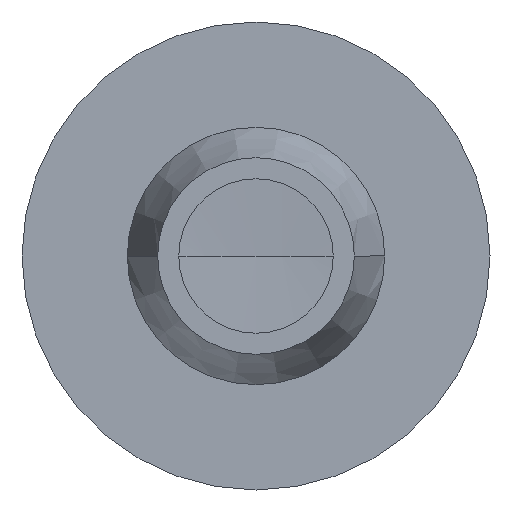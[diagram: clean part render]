
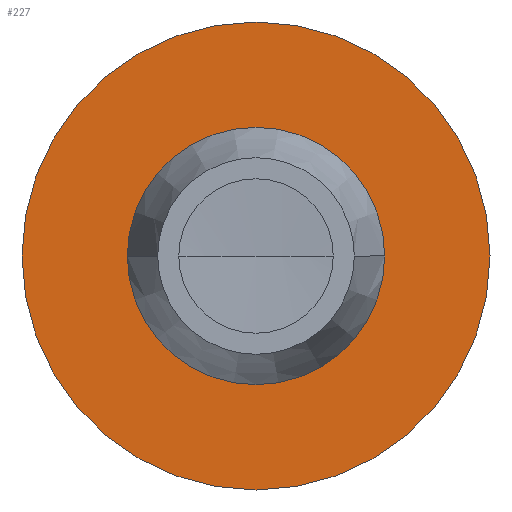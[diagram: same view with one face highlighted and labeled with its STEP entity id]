
A CAD part, front view. The second image highlights one B-rep face of the part: STEP entity #227.
In plain terms, the highlighted planar face has unit normal (0, -1, 0).
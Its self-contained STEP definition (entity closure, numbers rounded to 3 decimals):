
#9 = DIRECTION ( 'NONE',  ( 0., 1., 0. ) ) ;
#18 = EDGE_CURVE ( 'NONE', #160, #88, #105, .T. ) ;
#40 = DIRECTION ( 'NONE',  ( -1., 0., 0. ) ) ;
#45 = AXIS2_PLACEMENT_3D ( 'NONE', #238, #323, #356 ) ;
#48 = CARTESIAN_POINT ( 'NONE',  ( 5., 9., 0. ) ) ;
#54 = CARTESIAN_POINT ( 'NONE',  ( -5., 9., 0. ) ) ;
#88 = VERTEX_POINT ( 'NONE', #48 ) ;
#91 = ORIENTED_EDGE ( 'NONE', *, *, #336, .F. ) ;
#93 = ORIENTED_EDGE ( 'NONE', *, *, #256, .T. ) ;
#97 = DIRECTION ( 'NONE',  ( 0., 1., 0. ) ) ;
#99 = VERTEX_POINT ( 'NONE', #299 ) ;
#105 = CIRCLE ( 'NONE', #178, 5. ) ;
#119 = CIRCLE ( 'NONE', #355, 2.75 ) ;
#128 = PLANE ( 'NONE',  #171 ) ;
#133 = CARTESIAN_POINT ( 'NONE',  ( 2.75, 9., 0. ) ) ;
#160 = VERTEX_POINT ( 'NONE', #54 ) ;
#171 = AXIS2_PLACEMENT_3D ( 'NONE', #133, #9, #198 ) ;
#178 = AXIS2_PLACEMENT_3D ( 'NONE', #346, #289, #310 ) ;
#197 = CARTESIAN_POINT ( 'NONE',  ( 0., 9., 0. ) ) ;
#198 = DIRECTION ( 'NONE',  ( -1., 0., 0. ) ) ;
#212 = VERTEX_POINT ( 'NONE', #221 ) ;
#219 = CIRCLE ( 'NONE', #45, 2.75 ) ;
#221 = CARTESIAN_POINT ( 'NONE',  ( 2.75, 9., 0. ) ) ;
#227 = ADVANCED_FACE ( 'NONE', ( #253, #342 ), #128, .F. ) ;
#230 = DIRECTION ( 'NONE',  ( 0., 1., 0. ) ) ;
#233 = CARTESIAN_POINT ( 'NONE',  ( 0., 9., 0. ) ) ;
#238 = CARTESIAN_POINT ( 'NONE',  ( 0., 9., 0. ) ) ;
#253 = FACE_OUTER_BOUND ( 'NONE', #300, .T. ) ;
#256 = EDGE_CURVE ( 'NONE', #212, #99, #119, .T. ) ;
#283 = EDGE_LOOP ( 'NONE', ( #326, #93 ) ) ;
#289 = DIRECTION ( 'NONE',  ( 0., 1., 0. ) ) ;
#299 = CARTESIAN_POINT ( 'NONE',  ( -2.75, 9., 0. ) ) ;
#300 = EDGE_LOOP ( 'NONE', ( #339, #91 ) ) ;
#310 = DIRECTION ( 'NONE',  ( -1., 0., 0. ) ) ;
#323 = DIRECTION ( 'NONE',  ( 0., 1., 0. ) ) ;
#326 = ORIENTED_EDGE ( 'NONE', *, *, #402, .T. ) ;
#336 = EDGE_CURVE ( 'NONE', #88, #160, #358, .T. ) ;
#339 = ORIENTED_EDGE ( 'NONE', *, *, #18, .F. ) ;
#342 = FACE_BOUND ( 'NONE', #283, .T. ) ;
#346 = CARTESIAN_POINT ( 'NONE',  ( 0., 9., 0. ) ) ;
#349 = DIRECTION ( 'NONE',  ( -1., 0., 0. ) ) ;
#355 = AXIS2_PLACEMENT_3D ( 'NONE', #197, #230, #349 ) ;
#356 = DIRECTION ( 'NONE',  ( -1., 0., 0. ) ) ;
#358 = CIRCLE ( 'NONE', #395, 5. ) ;
#395 = AXIS2_PLACEMENT_3D ( 'NONE', #233, #97, #40 ) ;
#402 = EDGE_CURVE ( 'NONE', #99, #212, #219, .T. ) ;
